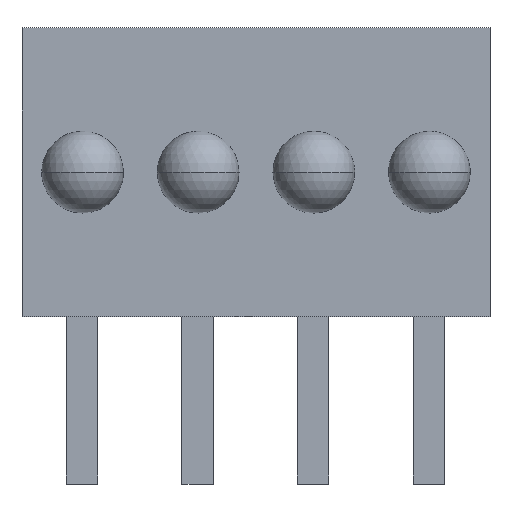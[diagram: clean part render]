
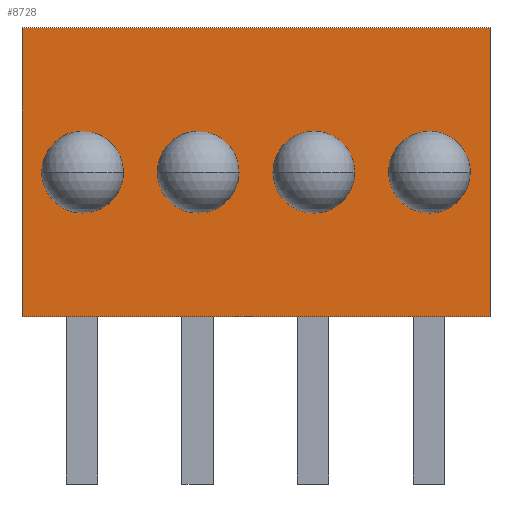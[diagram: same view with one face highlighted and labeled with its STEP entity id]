
A CAD part, top view. The second image highlights one B-rep face of the part: STEP entity #8728.
In plain terms, the highlighted planar face has unit normal (0, 0, 1).
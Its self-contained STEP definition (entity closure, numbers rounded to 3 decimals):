
#652 = CARTESIAN_POINT ( 'NONE',  ( 1.27, 0., 2.54 ) ) ;
#665 = DIRECTION ( 'NONE',  ( 0., 0., 1. ) ) ;
#666 = DIRECTION ( 'NONE',  ( -1., 0., 0. ) ) ;
#667 = CARTESIAN_POINT ( 'NONE',  ( -3.81, 0., 2.54 ) ) ;
#668 = DIRECTION ( 'NONE',  ( 0., 0., 1. ) ) ;
#669 = DIRECTION ( 'NONE',  ( -1., 0., 0. ) ) ;
#670 = CARTESIAN_POINT ( 'NONE',  ( -1.27, 0., 2.54 ) ) ;
#671 = LINE ( 'NONE', #672, #7367 ) ;
#672 = CARTESIAN_POINT ( 'NONE',  ( -9.166, 3.175, 2.54 ) ) ;
#673 = DIRECTION ( 'NONE',  ( 1., 0., 0. ) ) ;
#677 = LINE ( 'NONE', #678, #7369 ) ;
#678 = CARTESIAN_POINT ( 'NONE',  ( -5.145, 3.175, 2.54 ) ) ;
#679 = DIRECTION ( 'NONE',  ( 0., -1., 0. ) ) ;
#680 = DIRECTION ( 'NONE',  ( 0., 0., 1. ) ) ;
#681 = DIRECTION ( 'NONE',  ( -1., 0., 0. ) ) ;
#683 = LINE ( 'NONE', #684, #7371 ) ;
#684 = CARTESIAN_POINT ( 'NONE',  ( 5.145, 3.175, 2.54 ) ) ;
#685 = DIRECTION ( 'NONE',  ( 0., -1., 0. ) ) ;
#875 = PLANE ( 'NONE',  #7438 ) ;
#876 = CARTESIAN_POINT ( 'NONE',  ( -9.166, 3.175, 2.54 ) ) ;
#877 = DIRECTION ( 'NONE',  ( 0., 0., -1. ) ) ;
#878 = DIRECTION ( 'NONE',  ( -1., 0., 0. ) ) ;
#1538 = CARTESIAN_POINT ( 'NONE',  ( -2.943, 0., 2.54 ) ) ;
#1540 = CARTESIAN_POINT ( 'NONE',  ( 0.403, 0., 2.54 ) ) ;
#1541 = CARTESIAN_POINT ( 'NONE',  ( -0.403, 0., 2.54 ) ) ;
#1565 = CARTESIAN_POINT ( 'NONE',  ( 5.145, -3.175, 2.54 ) ) ;
#1567 = CARTESIAN_POINT ( 'NONE',  ( -5.145, -3.175, 2.54 ) ) ;
#1620 = CARTESIAN_POINT ( 'NONE',  ( -5.145, 3.175, 2.54 ) ) ;
#1766 = CARTESIAN_POINT ( 'NONE',  ( 5.145, 3.175, 2.54 ) ) ;
#3384 = EDGE_CURVE ( 'NONE', #10153, #10151, #5468, .T. ) ;
#5468 = LINE ( 'NONE', #5469, #7310 ) ;
#5469 = CARTESIAN_POINT ( 'NONE',  ( -9.166, -3.175, 2.54 ) ) ;
#5470 = DIRECTION ( 'NONE',  ( 1., 0., 0. ) ) ;
#6352 = EDGE_CURVE ( 'NONE', #10126, #6686, #11072, .T. ) ;
#6356 = EDGE_CURVE ( 'NONE', #10124, #6634, #11073, .T. ) ;
#6358 = EDGE_CURVE ( 'NONE', #10127, #6633, #11074, .T. ) ;
#6365 = EDGE_CURVE ( 'NONE', #6691, #6687, #11076, .T. ) ;
#6633 = VERTEX_POINT ( 'NONE', #9408 ) ;
#6634 = VERTEX_POINT ( 'NONE', #9409 ) ;
#6686 = VERTEX_POINT ( 'NONE', #9411 ) ;
#6687 = VERTEX_POINT ( 'NONE', #9412 ) ;
#6691 = VERTEX_POINT ( 'NONE', #9416 ) ;
#7041 = EDGE_CURVE ( 'NONE', #6687, #6691, #11086, .T. ) ;
#7174 = EDGE_CURVE ( 'NONE', #6686, #10126, #11085, .T. ) ;
#7175 = EDGE_CURVE ( 'NONE', #6634, #10124, #11087, .T. ) ;
#7176 = EDGE_CURVE ( 'NONE', #10206, #10352, #671, .T. ) ;
#7178 = EDGE_CURVE ( 'NONE', #10206, #10153, #677, .T. ) ;
#7179 = EDGE_CURVE ( 'NONE', #6633, #10127, #11084, .T. ) ;
#7180 = EDGE_CURVE ( 'NONE', #10352, #10151, #683, .T. ) ;
#7310 = VECTOR ( 'NONE', #5470, 1000. ) ;
#7358 = AXIS2_PLACEMENT_3D ( 'NONE', #667, #668, #669 ) ;
#7360 = AXIS2_PLACEMENT_3D ( 'NONE', #670, #680, #681 ) ;
#7367 = VECTOR ( 'NONE', #673, 1000. ) ;
#7369 = VECTOR ( 'NONE', #679, 1000. ) ;
#7371 = VECTOR ( 'NONE', #685, 1000. ) ;
#7420 = FACE_BOUND ( 'NONE', #10604, .T. ) ;
#7425 = FACE_BOUND ( 'NONE', #10601, .T. ) ;
#7438 = AXIS2_PLACEMENT_3D ( 'NONE', #876, #877, #878 ) ;
#7439 = FACE_OUTER_BOUND ( 'NONE', #10600, .T. ) ;
#7441 = FACE_BOUND ( 'NONE', #10599, .T. ) ;
#7443 = FACE_BOUND ( 'NONE', #10598, .T. ) ;
#7625 = AXIS2_PLACEMENT_3D ( 'NONE', #11373, #11386, #11387 ) ;
#7712 = AXIS2_PLACEMENT_3D ( 'NONE', #652, #665, #666 ) ;
#8152 = ORIENTED_EDGE ( 'NONE', *, *, #7041, .F. ) ;
#8153 = ORIENTED_EDGE ( 'NONE', *, *, #6358, .F. ) ;
#8155 = ORIENTED_EDGE ( 'NONE', *, *, #6365, .F. ) ;
#8403 = ORIENTED_EDGE ( 'NONE', *, *, #7174, .F. ) ;
#8438 = ORIENTED_EDGE ( 'NONE', *, *, #7175, .F. ) ;
#8439 = ORIENTED_EDGE ( 'NONE', *, *, #3384, .T. ) ;
#8440 = ORIENTED_EDGE ( 'NONE', *, *, #6352, .F. ) ;
#8441 = ORIENTED_EDGE ( 'NONE', *, *, #7176, .F. ) ;
#8442 = ORIENTED_EDGE ( 'NONE', *, *, #6356, .F. ) ;
#8443 = ORIENTED_EDGE ( 'NONE', *, *, #7180, .F. ) ;
#8444 = ORIENTED_EDGE ( 'NONE', *, *, #7178, .T. ) ;
#8445 = ORIENTED_EDGE ( 'NONE', *, *, #7179, .F. ) ;
#8728 = ADVANCED_FACE ( 'NONE', ( #7420, #7425, #7439, #7441, #7443 ), #875, .F. ) ;
#9048 = CARTESIAN_POINT ( 'NONE',  ( 1.27, 0., 2.54 ) ) ;
#9061 = DIRECTION ( 'NONE',  ( 0., 0., 1. ) ) ;
#9062 = DIRECTION ( 'NONE',  ( -1., 0., 0. ) ) ;
#9072 = CARTESIAN_POINT ( 'NONE',  ( -3.81, 0., 2.54 ) ) ;
#9073 = DIRECTION ( 'NONE',  ( 0., 0., 1. ) ) ;
#9074 = DIRECTION ( 'NONE',  ( -1., 0., 0. ) ) ;
#9075 = CARTESIAN_POINT ( 'NONE',  ( -1.27, 0., 2.54 ) ) ;
#9079 = DIRECTION ( 'NONE',  ( 0., 0., 1. ) ) ;
#9080 = DIRECTION ( 'NONE',  ( -1., 0., 0. ) ) ;
#9121 = CARTESIAN_POINT ( 'NONE',  ( 3.81, 0., 2.54 ) ) ;
#9122 = DIRECTION ( 'NONE',  ( 0., 0., 1. ) ) ;
#9123 = DIRECTION ( 'NONE',  ( -1., 0., 0. ) ) ;
#9408 = CARTESIAN_POINT ( 'NONE',  ( -2.137, 0., 2.54 ) ) ;
#9409 = CARTESIAN_POINT ( 'NONE',  ( -4.677, 0., 2.54 ) ) ;
#9411 = CARTESIAN_POINT ( 'NONE',  ( 2.137, 0., 2.54 ) ) ;
#9412 = CARTESIAN_POINT ( 'NONE',  ( 4.677, 0., 2.54 ) ) ;
#9416 = CARTESIAN_POINT ( 'NONE',  ( 2.943, 0., 2.54 ) ) ;
#9591 = AXIS2_PLACEMENT_3D ( 'NONE', #9048, #9061, #9062 ) ;
#9596 = AXIS2_PLACEMENT_3D ( 'NONE', #9072, #9073, #9074 ) ;
#9597 = AXIS2_PLACEMENT_3D ( 'NONE', #9075, #9079, #9080 ) ;
#9603 = AXIS2_PLACEMENT_3D ( 'NONE', #9121, #9122, #9123 ) ;
#10124 = VERTEX_POINT ( 'NONE', #1538 ) ;
#10126 = VERTEX_POINT ( 'NONE', #1540 ) ;
#10127 = VERTEX_POINT ( 'NONE', #1541 ) ;
#10151 = VERTEX_POINT ( 'NONE', #1565 ) ;
#10153 = VERTEX_POINT ( 'NONE', #1567 ) ;
#10206 = VERTEX_POINT ( 'NONE', #1620 ) ;
#10352 = VERTEX_POINT ( 'NONE', #1766 ) ;
#10598 = EDGE_LOOP ( 'NONE', ( #8152, #8155 ) ) ;
#10599 = EDGE_LOOP ( 'NONE', ( #8445, #8153 ) ) ;
#10600 = EDGE_LOOP ( 'NONE', ( #8439, #8443, #8441, #8444 ) ) ;
#10601 = EDGE_LOOP ( 'NONE', ( #8438, #8442 ) ) ;
#10604 = EDGE_LOOP ( 'NONE', ( #8403, #8440 ) ) ;
#11072 = CIRCLE ( 'NONE', #9591, 0.867 ) ;
#11073 = CIRCLE ( 'NONE', #9596, 0.867 ) ;
#11074 = CIRCLE ( 'NONE', #9597, 0.867 ) ;
#11076 = CIRCLE ( 'NONE', #9603, 0.867 ) ;
#11084 = CIRCLE ( 'NONE', #7360, 0.867 ) ;
#11085 = CIRCLE ( 'NONE', #7712, 0.867 ) ;
#11086 = CIRCLE ( 'NONE', #7625, 0.867 ) ;
#11087 = CIRCLE ( 'NONE', #7358, 0.867 ) ;
#11373 = CARTESIAN_POINT ( 'NONE',  ( 3.81, 0., 2.54 ) ) ;
#11386 = DIRECTION ( 'NONE',  ( 0., 0., 1. ) ) ;
#11387 = DIRECTION ( 'NONE',  ( -1., 0., 0. ) ) ;
